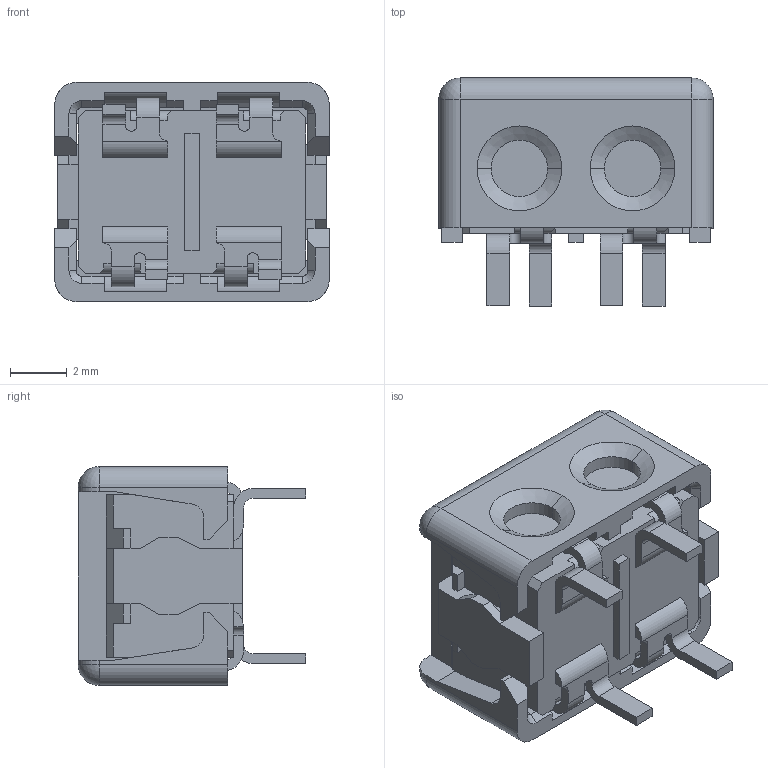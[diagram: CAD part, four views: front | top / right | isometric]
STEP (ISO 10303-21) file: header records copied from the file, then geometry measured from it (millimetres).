
FILE_DESCRIPTION((''),'2;1');
FILE_NAME('C-1-2106489-2','2020-03-03T03:26:35',('workeradm'),('TE Connectivity Ltd.'),'CREO PARAMETRIC BY PTC INC, 2019292','CREO PARAMETRIC BY PTC INC, 2019292','');
FILE_SCHEMA(('AUTOMOTIVE_DESIGN { 1 0 10303 214 1 1 1 1 }'));
Length unit declared in the file: millimetre
Products named in the file (1): C-1-2106489-2
Bounding box: 9.7 x 8.05 x 7.75 mm (x, y, z)
Volume: 360.7 mm3; surface area: 458.1 mm2
Topology: 1 solids, 1 shells, 311 faces, 876 edges, 564 vertices
Faces by surface type: plane 223, cylinder 72, cone 12, sphere 4
Entity records: 10322 total; most frequent: CARTESIAN_POINT 1773, ORIENTED_EDGE 1752, DIRECTION 1654, EDGE_CURVE 876, VECTOR 712, LINE 712, VERTEX_POINT 564, AXIS2_PLACEMENT_3D 471
